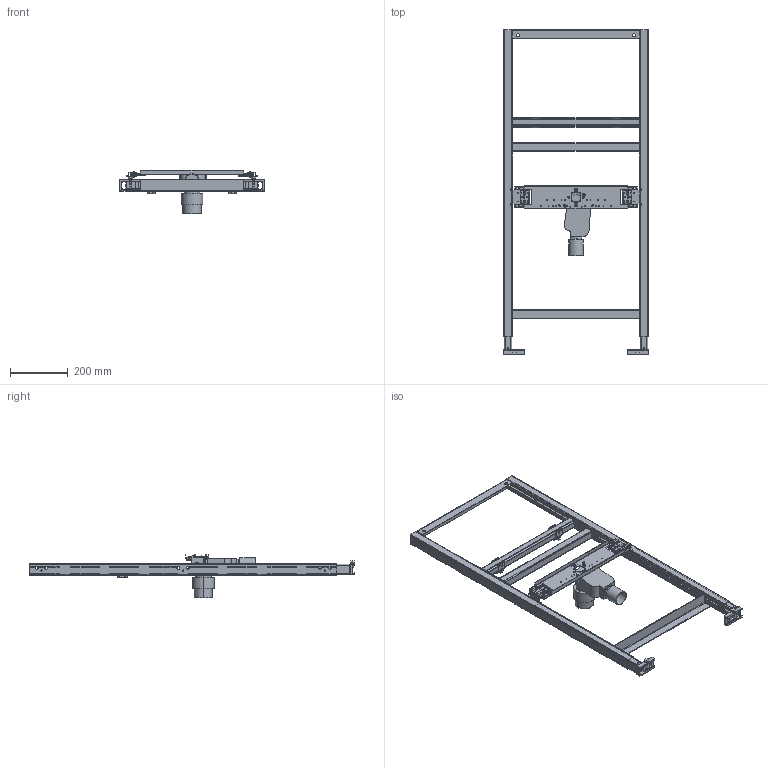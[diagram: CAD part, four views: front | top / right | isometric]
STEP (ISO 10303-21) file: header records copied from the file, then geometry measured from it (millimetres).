
FILE_DESCRIPTION((''),'2;1');
FILE_NAME('9_310_004_ASM','2010-11-10T',('mmeiser'),('NET'),'PRO/ENGINEER BY PARAMETRIC TECHNOLOGY CORPORATION, 2010230','PRO/ENGINEER BY PARAMETRIC TECHNOLOGY CORPORATION, 2010230','');
FILE_SCHEMA(('AUTOMOTIVE_DESIGN_CC2 { 1 2 10303 214 -1 1 5 2 }'));
Products named in the file (33): PR000_003_00; PR970_100_00; PR910_042_01; PR970_103_00; PR900_107_00_ASM; PR900_107_01_ASM; PR000_001_01; PR970_042_00; PR910_000_07; PR900_122_00_ASM; PR900_122_01_ASM; PR900_105_00_ASM; PR030_024_02; PR970_099_01; PR900_101_00_ASM; PR970_077_00; PR980_071_00; NT004_005_35; NT006_005_00; NT005_005_00; LS039_016_00_ASM; PR970_074_00; PR980_100_00; NT002_007_00; NT001_001_00; PR800_070_00; PR800_080_00; NT009_008_16; PR970_004_00; PR980_128_00; PR900_091_00_ASM; PR119_010_00_ASM; 9_310_004_ASM
Assembly tree (54 placements, depth 5):
  9_310_004_ASM
    PR119_010_00_ASM
      PR900_107_01_ASM
        PR900_107_00_ASM
          PR000_003_00  x2
          PR970_100_00
          PR910_042_01
          PR970_103_00  x2
      PR900_122_01_ASM
        PR900_122_00_ASM
          PR000_001_01
          PR970_042_00  x2
          PR910_000_07
      PR900_105_00_ASM  x6
      PR900_101_00_ASM  x2
        PR030_024_02
        PR970_099_01
      LS039_016_00_ASM
        PR970_077_00
        PR980_071_00
        NT004_005_35  x2
        NT006_005_00  x2
        NT005_005_00  x2
      PR970_074_00  x2
      PR980_100_00  x2
      NT002_007_00  x4
      NT001_001_00  x4
      PR800_070_00
      PR800_080_00
      NT009_008_16  x2
      PR900_091_00_ASM  x2
        PR970_004_00
        PR980_128_00
Bounding box: 500 x 1120.5 x 149 mm (x, y, z)
Volume: 1663434.3 mm3; surface area: 1392603.6 mm2
Topology: 50 solids, 51 shells, 3827 faces, 9389 edges, 5714 vertices
Faces by surface type: plane 1620, cylinder 1613, sphere 340, torus 160, bspline 52, cone 42
Entity records: 72409 total; most frequent: CARTESIAN_POINT 12198, DIRECTION 11020, ORIENTED_EDGE 10076, EDGE_CURVE 5038, AXIS2_PLACEMENT_3D 4018, PRESENTATION_STYLE_ASSIGNMENT 3174, STYLED_ITEM 3174, CURVE_STYLE 3161
